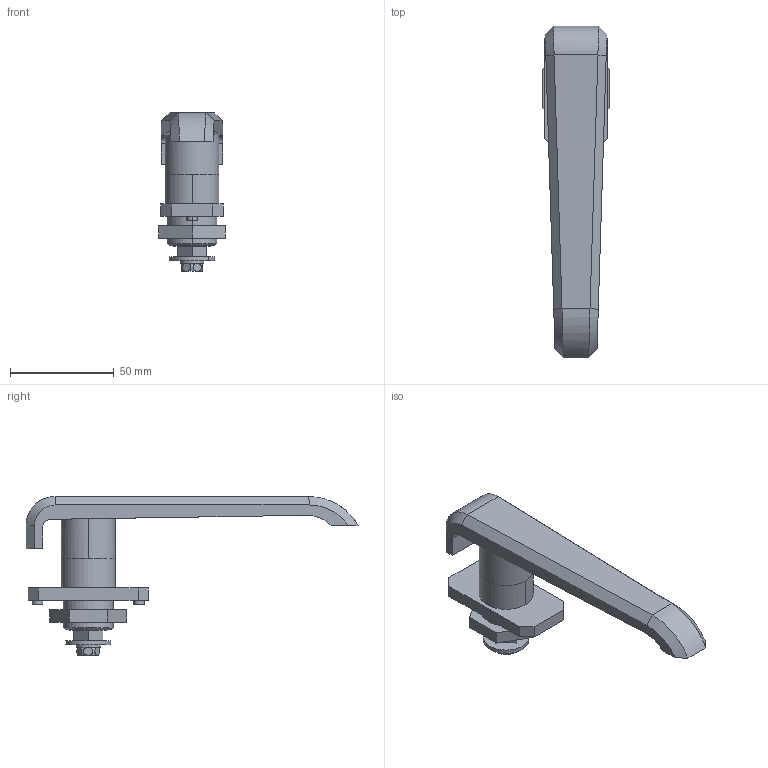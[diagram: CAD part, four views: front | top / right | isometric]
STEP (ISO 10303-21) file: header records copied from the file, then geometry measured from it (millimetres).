
FILE_DESCRIPTION (( 'STEP AP203' ), '1' );
FILE_NAME ('sone3D.STEP', '2014-04-21T08:54:09', ( '' ), ( '' ), 'SwSTEP 2.0', 'SolidWorks 2012', '' );
FILE_SCHEMA (( 'CONFIG_CONTROL_DESIGN' ));
Length unit declared in the file: millimetre
Products named in the file (7): sone3D; 廫帤寠晅偒榋妏儃儖僩M6_M6亊16; A-51-1SW_; A-51-1スペーサー_; A-51-1六角ナット_; A-51-1受座_; A-51-1本体__A-51-1-2
Assembly tree (6 placements, depth 2):
  sone3D
    A-51-1本体__A-51-1-2
    A-51-1受座_
    A-51-1六角ナット_
    A-51-1スペーサー_
    A-51-1SW_
    廫帤寠晅偒榋妏儃儖僩M6_M6亊16
Bounding box: 32 x 160 x 76.5 mm (x, y, z)
Volume: 77538.5 mm3; surface area: 27189.1 mm2
Topology: 6 solids, 6 shells, 117 faces, 262 edges, 168 vertices
Faces by surface type: plane 73, cylinder 30, torus 6, bspline 4, cone 4
Entity records: 4464 total; most frequent: CARTESIAN_POINT 1125, DIRECTION 540, ORIENTED_EDGE 524, EDGE_CURVE 262, AXIS2_PLACEMENT_3D 190, VERTEX_POINT 168, VECTOR 160, LINE 160
